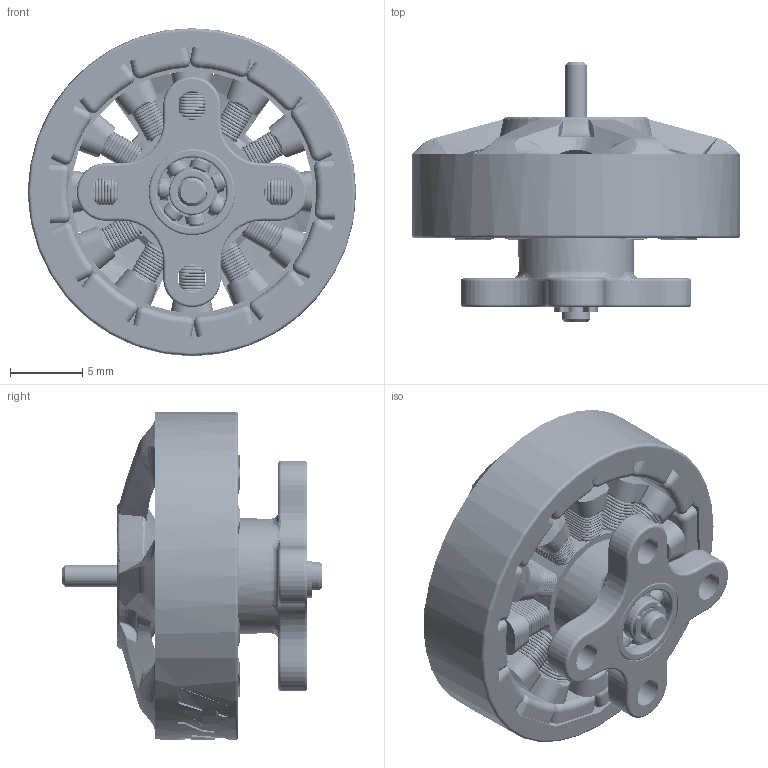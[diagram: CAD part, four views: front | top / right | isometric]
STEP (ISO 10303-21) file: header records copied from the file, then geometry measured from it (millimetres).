
FILE_DESCRIPTION(/* description */ (''),/* implementation_level */ '2;1');
FILE_NAME(/* name */ 'motor-1804-2800kv.step',/* time_stamp */ '2025-11-25T22:25:52-05:00',/* author */ (''),/* organization */ (''),/* preprocessor_version */ 'ST-DEVELOPER v20.1',/* originating_system */ 'Autodesk Translation Framework v14.21.0.0',/* authorisation */ '');
FILE_SCHEMA (('AUTOMOTIVE_DESIGN { 1 0 10303 214 3 1 1 }'));
Products named in the file (15): 1804 Motor; Core; MR62 Bearing_MODEL; Runner; Magnet; Shaft; E Ring; Base; Wire; Dontknowwhattocall; MR62 Bearing_MODEL_1; Ball Cage; Ring2; Ring; Ball
Assembly tree (52 placements, depth 3):
  1804 Motor
    Core
    Wire  x12
    Dontknowwhattocall  x12
    MR62 Bearing_MODEL
      Ball Cage
      Ball  x7
      Ring2
      Ring
    Runner
    Magnet
    Shaft
    E Ring
    Base
    MR62 Bearing_MODEL_1
      Ball Cage
      Ball  x7
      Ring2
      Ring
Bounding box: 22.74 x 18 x 22.74 mm (x, y, z)
Volume: 2324 mm3; surface area: 6008.3 mm2
Topology: 76 solids, 76 shells, 3397 faces, 9468 edges, 6128 vertices
Faces by surface type: torus 2246, cylinder 541, plane 403, bspline 114, sphere 70, cone 23
Full cylindrical faces by diameter (mm): 0.25 x12, 1.2 x15, 1.5 x1, 2 x13, 2.8 x2, 3.2 x4, 3.5 x2, 4 x1, 4.5 x2, 4.8 x4, 6 x4, 7 x2, 8 x1, 22.74 x1
Entity records: 53617 total; most frequent: CARTESIAN_POINT 25235, ORIENTED_EDGE 6014, DIRECTION 5764, EDGE_CURVE 3007, AXIS2_PLACEMENT_3D 2457, VERTEX_POINT 1933, CIRCLE 1330, EDGE_LOOP 1204
